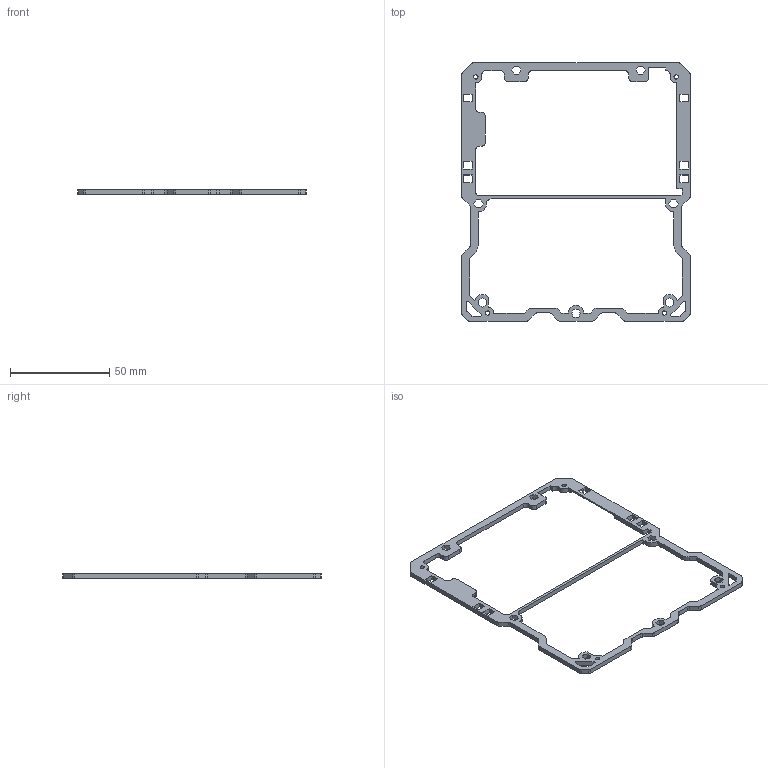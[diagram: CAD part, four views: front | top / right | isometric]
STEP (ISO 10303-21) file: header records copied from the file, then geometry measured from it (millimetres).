
FILE_DESCRIPTION (( 'STEP AP214' ), '1' );
FILE_NAME ('spacer.STEP', '2025-03-12T21:35:18', ( '' ), ( '' ), 'SwSTEP 2.0', 'SolidWorks 2025', '' );
FILE_SCHEMA (( 'AUTOMOTIVE_DESIGN' ));
Length unit declared in the file: millimetre
Products named in the file (1): spacer
Bounding box: 115 x 130 x 2.4 mm (x, y, z)
Volume: 5990 mm3; surface area: 8685 mm2
Topology: 1 solids, 1 shells, 231 faces, 684 edges, 456 vertices
Faces by surface type: plane 161, cylinder 70
Entity records: 7805 total; most frequent: CARTESIAN_POINT 1372, ORIENTED_EDGE 1368, DIRECTION 1288, EDGE_CURVE 684, VECTOR 544, LINE 544, VERTEX_POINT 456, AXIS2_PLACEMENT_3D 372
